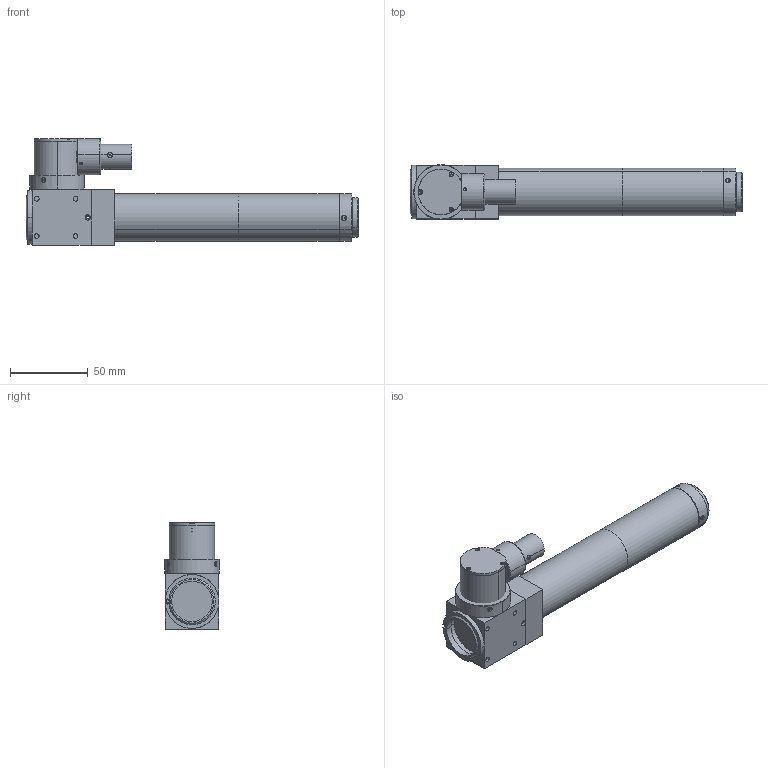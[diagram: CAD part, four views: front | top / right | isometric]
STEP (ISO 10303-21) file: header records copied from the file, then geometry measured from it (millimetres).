
FILE_DESCRIPTION (( 'STEP AP203' ), '1' );
FILE_NAME ('180僅奪噩俋夤芞 T2022-02-25.STEP', '2022-03-23T01:22:12', ( '' ), ( '' ), 'SwSTEP 2.0', 'SolidWorks 2020', '' );
FILE_SCHEMA (( 'CONFIG_CONTROL_DESIGN' ));
Length unit declared in the file: millimetre
Products named in the file (16): PLC029A100.stp; M3X3潑傷蹟隊_1.stp; PLC029A141.stp; PLC029A090_1.stp; 嫖埭窒煦1.stp; PLC029A030_1.stp; M1.6X3平头螺钉_1.stp; PLC029A110.stp; PLC029A020_1.stp; PLC029A080.stp; PLC029A120_1.stp; PLC029A010_1.stp; M2X3潑傷蹟隊_1.stp; 嫖悝窒煦_1.stp; 180僅奪噩俋夤芞  T2022-02-25; PLC029A063.stp
Assembly tree (26 placements, depth 3):
  180僅奪噩俋夤芞  T2022-02-25
    嫖悝窒煦_1.stp
      PLC029A010_1.stp
      PLC029A020_1.stp
      PLC029A030_1.stp
      M3X3潑傷蹟隊_1.stp  x3
    嫖埭窒煦1.stp
      PLC029A080.stp
      PLC029A100.stp
      PLC029A090_1.stp
      PLC029A110.stp
      PLC029A120_1.stp
      M2X3潑傷蹟隊_1.stp  x3
      M1.6X3平头螺钉_1.stp  x3
      M3X3潑傷蹟隊_1.stp  x5
    PLC029A141.stp
    PLC029A063.stp
Bounding box: 213.45 x 35.2 x 68.71 mm (x, y, z)
Volume: 202079.9 mm3; surface area: 56378 mm2
Topology: 24 solids, 24 shells, 547 faces, 1264 edges, 804 vertices
Faces by surface type: cylinder 244, plane 223, cone 76, torus 4
Entity records: 15550 total; most frequent: CARTESIAN_POINT 3518, DIRECTION 2300, ORIENTED_EDGE 1916, EDGE_CURVE 958, AXIS2_PLACEMENT_3D 939, VERTEX_POINT 619, EDGE_LOOP 529, CIRCLE 484
